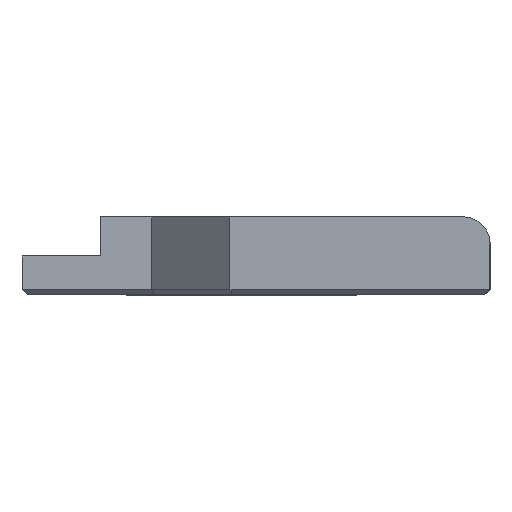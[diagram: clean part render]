
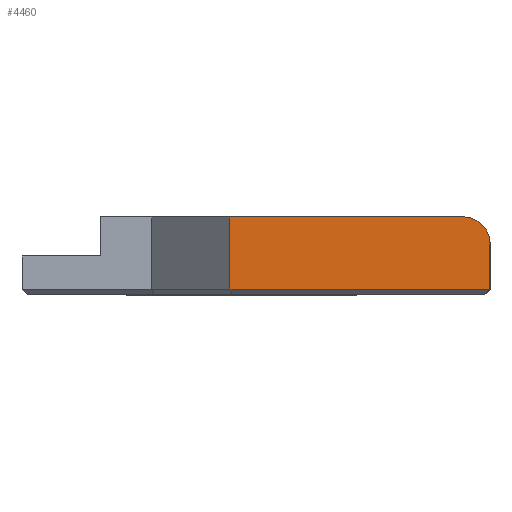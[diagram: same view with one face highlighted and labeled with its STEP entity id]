
A CAD part, left-side view. The second image highlights one B-rep face of the part: STEP entity #4460.
In plain terms, the highlighted planar face has unit normal (-1, 0, 0).
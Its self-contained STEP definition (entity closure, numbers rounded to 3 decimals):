
#173=PLANE('',#4756);
#620=FACE_OUTER_BOUND('',#892,.T.);
#892=EDGE_LOOP('',(#4160,#4161,#4162,#4163,#4164));
#948=LINE('',#6046,#1369);
#971=LINE('',#6116,#1392);
#1326=LINE('',#8251,#1747);
#1331=LINE('',#8288,#1752);
#1369=VECTOR('',#4912,10.);
#1392=VECTOR('',#4979,10.);
#1747=VECTOR('',#5670,10.);
#1752=VECTOR('',#5737,10.);
#1840=CIRCLE('',#4755,2.);
#1901=VERTEX_POINT('',#6043);
#1902=VERTEX_POINT('',#6045);
#1925=VERTEX_POINT('',#6108);
#1927=VERTEX_POINT('',#6114);
#2252=VERTEX_POINT('',#8249);
#2335=EDGE_CURVE('',#1901,#1902,#948,.T.);
#2370=EDGE_CURVE('',#1927,#1925,#971,.T.);
#2877=EDGE_CURVE('',#1927,#2252,#1326,.T.);
#2893=EDGE_CURVE('',#1902,#2252,#1840,.T.);
#2894=EDGE_CURVE('',#1925,#1901,#1331,.T.);
#4160=ORIENTED_EDGE('',*,*,#2370,.F.);
#4161=ORIENTED_EDGE('',*,*,#2877,.T.);
#4162=ORIENTED_EDGE('',*,*,#2893,.F.);
#4163=ORIENTED_EDGE('',*,*,#2335,.F.);
#4164=ORIENTED_EDGE('',*,*,#2894,.F.);
#4460=ADVANCED_FACE('',(#620),#173,.T.);
#4755=AXIS2_PLACEMENT_3D('',#8286,#5733,#5734);
#4756=AXIS2_PLACEMENT_3D('',#8287,#5735,#5736);
#4912=DIRECTION('',(0.,-1.,0.));
#4979=DIRECTION('',(0.,1.,0.));
#5670=DIRECTION('',(0.,0.,1.));
#5733=DIRECTION('center_axis',(1.,0.,0.));
#5734=DIRECTION('ref_axis',(0.,-0.707,0.707));
#5735=DIRECTION('center_axis',(-1.,0.,0.));
#5736=DIRECTION('ref_axis',(0.,-1.,0.));
#5737=DIRECTION('',(0.,0.,1.));
#6043=CARTESIAN_POINT('',(-186.,-257.5,6.));
#6045=CARTESIAN_POINT('',(-186.,-275.5,6.));
#6046=CARTESIAN_POINT('',(-186.,-257.5,6.));
#6108=CARTESIAN_POINT('',(-186.,-257.5,0.4));
#6114=CARTESIAN_POINT('',(-186.,-277.5,0.4));
#6116=CARTESIAN_POINT('',(-186.,-262.5,0.4));
#8249=CARTESIAN_POINT('',(-186.,-277.5,4.));
#8251=CARTESIAN_POINT('',(-186.,-277.5,0.));
#8286=CARTESIAN_POINT('Origin',(-186.,-275.5,4.));
#8287=CARTESIAN_POINT('Origin',(-186.,-257.5,0.));
#8288=CARTESIAN_POINT('',(-186.,-257.5,0.));
